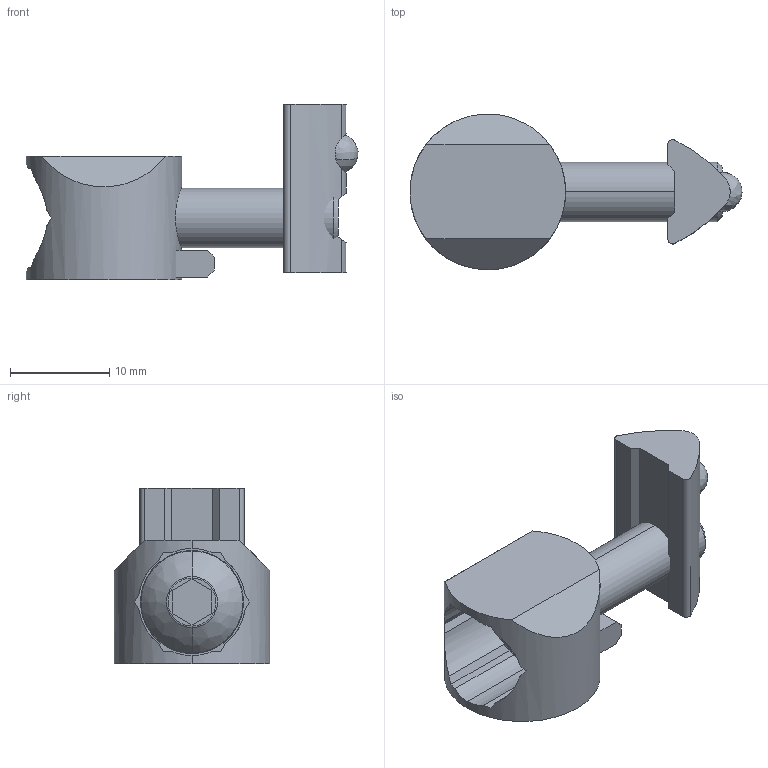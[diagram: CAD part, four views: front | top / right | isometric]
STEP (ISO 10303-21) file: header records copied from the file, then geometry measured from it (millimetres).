
FILE_DESCRIPTION (( 'STEP AP214' ), '1' );
FILE_NAME ('262310002.STEP', '2014-02-19T10:29:40', ( '' ), ( '' ), 'SwSTEP 2.0', 'SolidWorks 2014', '' );
FILE_SCHEMA (( 'AUTOMOTIVE_DESIGN' ));
Length unit declared in the file: millimetre
Products named in the file (1): 262310002
Bounding box: 33.49 x 15.7 x 17.75 mm (x, y, z)
Volume: 2701.8 mm3; surface area: 2723.7 mm2
Topology: 4 solids, 4 shells, 82 faces, 218 edges, 139 vertices
Faces by surface type: plane 43, cylinder 25, bspline 10, cone 4
Entity records: 3788 total; most frequent: CARTESIAN_POINT 866, ORIENTED_EDGE 428, DIRECTION 391, EDGE_CURVE 214, AXIS2_PLACEMENT_3D 140, VERTEX_POINT 139, VECTOR 111, LINE 111
